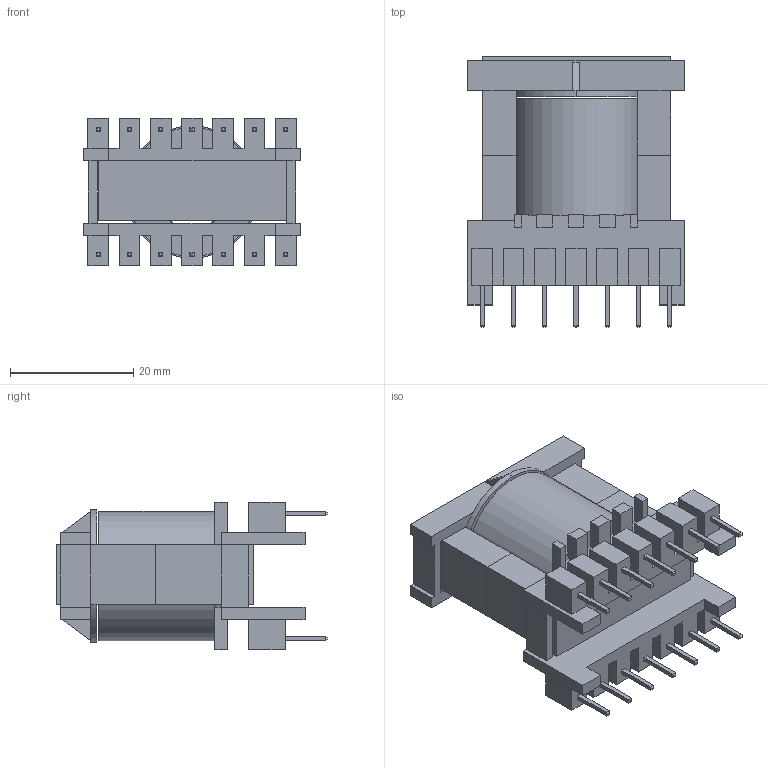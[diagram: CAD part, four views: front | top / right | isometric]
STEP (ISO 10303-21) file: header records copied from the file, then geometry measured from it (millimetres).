
FILE_DESCRIPTION (( 'STEP AP214' ), '1' );
FILE_NAME ('User Library-EDT29_V.STEP', '2014-05-26T13:19:08', ( 'Windows User' ), ( '' ), 'SwSTEP 2.0', 'SolidWorks 2014', '' );
FILE_SCHEMA (( 'AUTOMOTIVE_DESIGN' ));
Length unit declared in the file: millimetre
Products named in the file (1): User Library-EDT29_V
Bounding box: 35.2 x 43.95 x 24 mm (x, y, z)
Surface area: 10256.1 mm2 (no closed solid volume)
Topology: 0 solids, 5 shells, 303 faces, 817 edges, 524 vertices
Faces by surface type: plane 295, cylinder 8
Entity records: 12589 total; most frequent: CARTESIAN_POINT 1645, ORIENTED_EDGE 1590, DIRECTION 1461, EDGE_CURVE 817, VECTOR 781, LINE 781, VERTEX_POINT 524, AXIS2_PLACEMENT_3D 340
